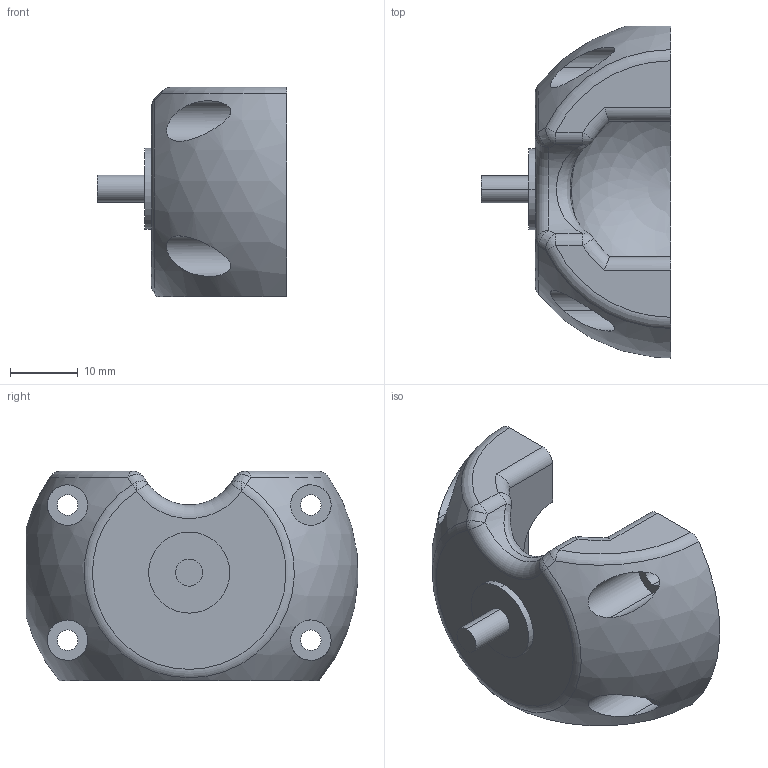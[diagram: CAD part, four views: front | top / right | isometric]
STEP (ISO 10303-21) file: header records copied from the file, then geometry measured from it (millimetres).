
FILE_DESCRIPTION (( 'STEP AP214' ), '1' );
FILE_NAME ('M4_2_I.STEP', '2019-04-01T22:01:24', ( 'MariaConsuegra' ), ( '' ), 'SwSTEP 2.0', 'SolidWorks 2015', '' );
FILE_SCHEMA (( 'AUTOMOTIVE_DESIGN' ));
Length unit declared in the file: millimetre
Products named in the file (1): M4_2_I
Bounding box: 28 x 49.11 x 31 mm (x, y, z)
Volume: 15537.6 mm3; surface area: 6177 mm2
Topology: 1 solids, 1 shells, 71 faces, 172 edges, 107 vertices
Faces by surface type: cylinder 30, plane 18, sphere 12, torus 8, bspline 3
Entity records: 2575 total; most frequent: CARTESIAN_POINT 854, DIRECTION 384, ORIENTED_EDGE 334, EDGE_CURVE 167, AXIS2_PLACEMENT_3D 166, VERTEX_POINT 104, CIRCLE 97, EDGE_LOOP 85
